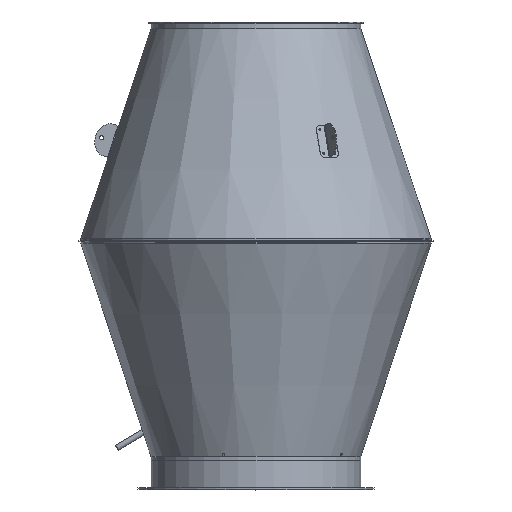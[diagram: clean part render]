
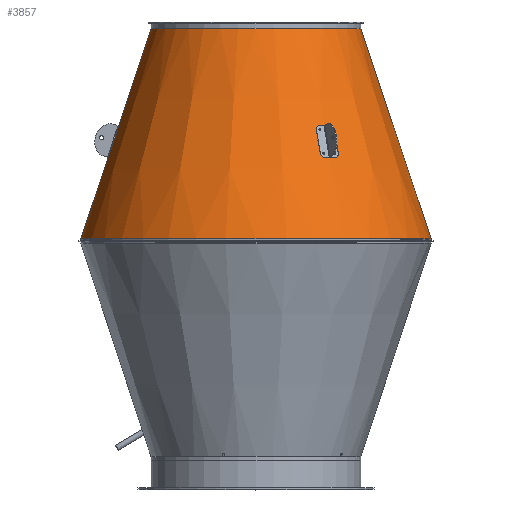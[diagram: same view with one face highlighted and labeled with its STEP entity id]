
A CAD part, top view. The second image highlights one B-rep face of the part: STEP entity #3857.
In plain terms, the highlighted conical face has half-angle 18.501 degrees and reference radius 250.986 mm.
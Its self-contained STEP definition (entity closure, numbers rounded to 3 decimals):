
#461=CIRCLE('',#4170,250.986);
#462=CIRCLE('',#4172,419.628);
#682=LINE('',#6632,#920);
#707=LINE('',#6707,#945);
#920=VECTOR('',#4759,531.443);
#945=VECTOR('',#4832,531.443);
#1116=CONICAL_SURFACE('',#4171,250.986,18.501);
#1209=FACE_OUTER_BOUND('',#1450,.T.);
#1450=EDGE_LOOP('',(#2861,#2862,#2863,#2864));
#1787=VERTEX_POINT('',#6624);
#1789=VERTEX_POINT('',#6630);
#1813=VERTEX_POINT('',#6699);
#1815=VERTEX_POINT('',#6705);
#2150=EDGE_CURVE('',#1787,#1789,#682,.T.);
#2187=EDGE_CURVE('',#1815,#1813,#707,.T.);
#2211=EDGE_CURVE('',#1815,#1787,#461,.T.);
#2212=EDGE_CURVE('',#1813,#1789,#462,.T.);
#2861=ORIENTED_EDGE('',*,*,#2150,.T.);
#2862=ORIENTED_EDGE('',*,*,#2212,.F.);
#2863=ORIENTED_EDGE('',*,*,#2187,.F.);
#2864=ORIENTED_EDGE('',*,*,#2211,.T.);
#3857=ADVANCED_FACE('',(#1209),#1116,.T.);
#4170=AXIS2_PLACEMENT_3D('',#6754,#4889,#4890);
#4171=AXIS2_PLACEMENT_3D('',#6755,#4891,#4892);
#4172=AXIS2_PLACEMENT_3D('',#6756,#4893,#4894);
#4759=DIRECTION('',(0.317,0.948,0.));
#4832=DIRECTION('',(0.317,0.948,0.));
#4889=DIRECTION('center_axis',(0.,1.,0.));
#4890=DIRECTION('ref_axis',(1.,0.,0.));
#4891=DIRECTION('center_axis',(0.,1.,0.));
#4892=DIRECTION('ref_axis',(1.,0.,0.));
#4893=DIRECTION('center_axis',(0.,1.,0.));
#4894=DIRECTION('ref_axis',(1.,0.,0.));
#6624=CARTESIAN_POINT('',(250.986,14.994,0.004));
#6630=CARTESIAN_POINT('',(419.628,518.97,0.007));
#6632=CARTESIAN_POINT('',(250.986,14.994,0.004));
#6699=CARTESIAN_POINT('',(419.628,518.97,0.));
#6705=CARTESIAN_POINT('',(250.986,14.994,0.));
#6707=CARTESIAN_POINT('',(250.986,14.994,0.));
#6754=CARTESIAN_POINT('Origin',(0.,14.994,0.));
#6755=CARTESIAN_POINT('Origin',(0.,14.994,0.));
#6756=CARTESIAN_POINT('Origin',(0.,518.97,0.));
